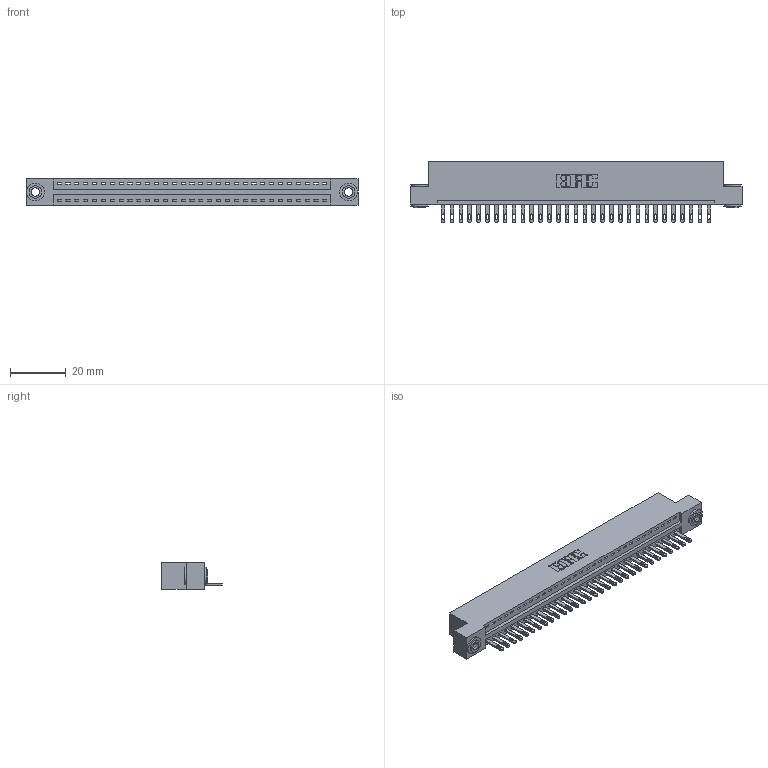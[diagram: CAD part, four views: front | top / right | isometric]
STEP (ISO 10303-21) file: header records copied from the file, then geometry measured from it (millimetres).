
FILE_DESCRIPTION (( 'STEP AP203' ), '1' );
FILE_NAME ('896-031-500-103.STEP', '2021-07-27T19:00:28', ( '' ), ( '' ), 'SwSTEP 2.0', 'SolidWorks 2020', '' );
FILE_SCHEMA (( 'CONFIG_CONTROL_DESIGN' ));
Length unit declared in the file: inch
Products named in the file (4): 896-031-500-103; 846 Part_Flush Mounting Lugs - 0.156 Dia-TH; 345-250-002_345-250-002-102; 345-292-001_345-293-100
Assembly tree (34 placements, depth 2):
  896-031-500-103
    846 Part_Flush Mounting Lugs - 0.156 Dia-TH
    345-292-001_345-293-100  x31
    345-250-002_345-250-002-102  x2
Bounding box: 119 x 21.84 x 9.4 mm (x, y, z)
Volume: 11353.6 mm3; surface area: 14363.3 mm2
Topology: 34 solids, 34 shells, 1834 faces, 5613 edges, 3738 vertices
Faces by surface type: plane 1140, cylinder 686, cone 8
Entity records: 21300 total; most frequent: CARTESIAN_POINT 3632, ORIENTED_EDGE 3590, DIRECTION 3251, EDGE_CURVE 1795, LINE 1511, VECTOR 1511, VERTEX_POINT 1194, AXIS2_PLACEMENT_3D 870
